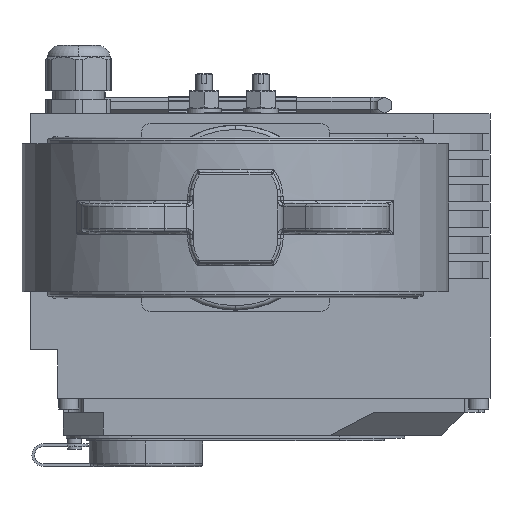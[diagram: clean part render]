
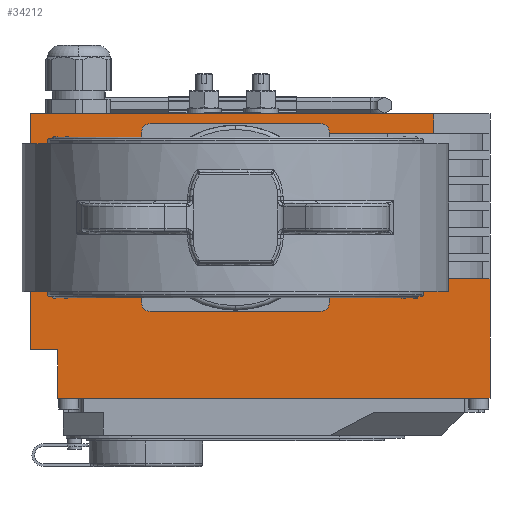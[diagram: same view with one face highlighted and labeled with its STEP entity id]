
A CAD part, front view. The second image highlights one B-rep face of the part: STEP entity #34212.
In plain terms, the highlighted planar face has unit normal (0, -1, 0).
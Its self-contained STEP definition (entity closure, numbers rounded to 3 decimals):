
#135 = ORIENTED_EDGE ( 'NONE', *, *, #11289, .F. ) ;
#484 = EDGE_CURVE ( 'NONE', #27582, #14843, #809, .T. ) ;
#734 = CARTESIAN_POINT ( 'NONE',  ( 28.92, 137.121, 34.194 ) ) ;
#809 = LINE ( 'NONE', #11195, #14360 ) ;
#893 = ORIENTED_EDGE ( 'NONE', *, *, #22585, .T. ) ;
#1687 = VECTOR ( 'NONE', #21924, 1000. ) ;
#1757 = EDGE_CURVE ( 'NONE', #34420, #29494, #23998, .T. ) ;
#2021 = CARTESIAN_POINT ( 'NONE',  ( 65.72, 137.121, 33.694 ) ) ;
#2166 = CARTESIAN_POINT ( 'NONE',  ( 28.92, 137.121, -17.306 ) ) ;
#2274 = DIRECTION ( 'NONE',  ( 0., 0., -1. ) ) ;
#2324 = ORIENTED_EDGE ( 'NONE', *, *, #1757, .F. ) ;
#2726 = DIRECTION ( 'NONE',  ( 0., 0., 1. ) ) ;
#3006 = DIRECTION ( 'NONE',  ( 1., 0., 0. ) ) ;
#3068 = DIRECTION ( 'NONE',  ( 0., -1., 0. ) ) ;
#3077 = ORIENTED_EDGE ( 'NONE', *, *, #3717, .F. ) ;
#3122 = CARTESIAN_POINT ( 'NONE',  ( 65.72, 137.121, 40.694 ) ) ;
#3414 = ORIENTED_EDGE ( 'NONE', *, *, #29561, .T. ) ;
#3717 = EDGE_CURVE ( 'NONE', #12945, #12959, #26014, .T. ) ;
#3806 = AXIS2_PLACEMENT_3D ( 'NONE', #6356, #22098, #19733 ) ;
#3831 = EDGE_CURVE ( 'NONE', #27603, #6547, #29370, .T. ) ;
#3939 = VERTEX_POINT ( 'NONE', #9675 ) ;
#4093 = ORIENTED_EDGE ( 'NONE', *, *, #35135, .F. ) ;
#4501 = VECTOR ( 'NONE', #14319, 1000. ) ;
#4647 = CARTESIAN_POINT ( 'NONE',  ( -76.08, 137.121, 40.694 ) ) ;
#4750 = VECTOR ( 'NONE', #23522, 1000. ) ;
#4863 = EDGE_CURVE ( 'NONE', #6443, #19504, #23410, .T. ) ;
#5032 = LINE ( 'NONE', #734, #13525 ) ;
#5532 = EDGE_CURVE ( 'NONE', #20356, #34420, #30127, .T. ) ;
#5578 = ORIENTED_EDGE ( 'NONE', *, *, #11383, .F. ) ;
#5858 = EDGE_CURVE ( 'NONE', #26891, #20356, #24651, .T. ) ;
#6261 = CARTESIAN_POINT ( 'NONE',  ( 28.92, 137.121, 34.194 ) ) ;
#6356 = CARTESIAN_POINT ( 'NONE',  ( -34.08, 137.121, 34.194 ) ) ;
#6443 = VERTEX_POINT ( 'NONE', #2166 ) ;
#6547 = VERTEX_POINT ( 'NONE', #3122 ) ;
#6610 = DIRECTION ( 'NONE',  ( 0., -1., 0. ) ) ;
#6859 = CARTESIAN_POINT ( 'NONE',  ( 25.92, 137.121, -28.806 ) ) ;
#7252 = CARTESIAN_POINT ( 'NONE',  ( -76.08, 137.121, 40.694 ) ) ;
#7435 = CARTESIAN_POINT ( 'NONE',  ( -34.08, 137.121, 37.194 ) ) ;
#7516 = AXIS2_PLACEMENT_3D ( 'NONE', #11939, #6610, #11826 ) ;
#7572 = ORIENTED_EDGE ( 'NONE', *, *, #27507, .F. ) ;
#7715 = PLANE ( 'NONE',  #17475 ) ;
#8274 = DIRECTION ( 'NONE',  ( 1., 0., 0. ) ) ;
#8559 = EDGE_CURVE ( 'NONE', #8582, #6443, #5032, .T. ) ;
#8582 = VERTEX_POINT ( 'NONE', #11522 ) ;
#9675 = CARTESIAN_POINT ( 'NONE',  ( -66.58, 137.121, -42.306 ) ) ;
#10045 = VECTOR ( 'NONE', #12839, 1000. ) ;
#10104 = VECTOR ( 'NONE', #13027, 1000. ) ;
#10255 = CARTESIAN_POINT ( 'NONE',  ( -76.08, 137.121, -42.306 ) ) ;
#10389 = EDGE_CURVE ( 'NONE', #12644, #3939, #26092, .T. ) ;
#10426 = CIRCLE ( 'NONE', #18439, 3. ) ;
#10559 = CARTESIAN_POINT ( 'NONE',  ( 65.72, 137.121, -45.166 ) ) ;
#11195 = CARTESIAN_POINT ( 'NONE',  ( -76.08, 137.121, 33.694 ) ) ;
#11289 = EDGE_CURVE ( 'NONE', #12959, #26891, #29833, .T. ) ;
#11366 = VECTOR ( 'NONE', #31414, 1000. ) ;
#11383 = EDGE_CURVE ( 'NONE', #34692, #8582, #10426, .T. ) ;
#11522 = CARTESIAN_POINT ( 'NONE',  ( 28.92, 137.121, -25.806 ) ) ;
#11634 = DIRECTION ( 'NONE',  ( 0., 0., 1. ) ) ;
#11826 = DIRECTION ( 'NONE',  ( -1., 0., 0. ) ) ;
#11939 = CARTESIAN_POINT ( 'NONE',  ( -34.08, 137.121, -25.806 ) ) ;
#11991 = ORIENTED_EDGE ( 'NONE', *, *, #484, .T. ) ;
#12063 = VECTOR ( 'NONE', #2726, 1000. ) ;
#12135 = VERTEX_POINT ( 'NONE', #14657 ) ;
#12644 = VERTEX_POINT ( 'NONE', #14963 ) ;
#12814 = DIRECTION ( 'NONE',  ( 0., 0., -1. ) ) ;
#12839 = DIRECTION ( 'NONE',  ( 1., 0., 0. ) ) ;
#12945 = VERTEX_POINT ( 'NONE', #21547 ) ;
#12959 = VERTEX_POINT ( 'NONE', #16833 ) ;
#13027 = DIRECTION ( 'NONE',  ( 0., 0., -1. ) ) ;
#13275 = VECTOR ( 'NONE', #31258, 1000. ) ;
#13494 = CARTESIAN_POINT ( 'NONE',  ( 28.92, 137.121, 33.694 ) ) ;
#13512 = FACE_OUTER_BOUND ( 'NONE', #32081, .T. ) ;
#13525 = VECTOR ( 'NONE', #11634, 1000. ) ;
#14319 = DIRECTION ( 'NONE',  ( 0., 0., 1. ) ) ;
#14360 = VECTOR ( 'NONE', #3006, 1000. ) ;
#14657 = CARTESIAN_POINT ( 'NONE',  ( -66.58, 137.121, -59.306 ) ) ;
#14669 = ORIENTED_EDGE ( 'NONE', *, *, #10389, .T. ) ;
#14843 = VERTEX_POINT ( 'NONE', #2021 ) ;
#14963 = CARTESIAN_POINT ( 'NONE',  ( -76.08, 137.121, -42.306 ) ) ;
#14985 = CARTESIAN_POINT ( 'NONE',  ( 85.42, 137.121, -59.306 ) ) ;
#15172 = EDGE_CURVE ( 'NONE', #27582, #12945, #21408, .T. ) ;
#15640 = DIRECTION ( 'NONE',  ( -1., 0., 0. ) ) ;
#16833 = CARTESIAN_POINT ( 'NONE',  ( 25.92, 137.121, 37.194 ) ) ;
#17299 = ORIENTED_EDGE ( 'NONE', *, *, #5858, .F. ) ;
#17462 = DIRECTION ( 'NONE',  ( 1., 0., 0. ) ) ;
#17475 = AXIS2_PLACEMENT_3D ( 'NONE', #4647, #34679, #15640 ) ;
#17596 = ORIENTED_EDGE ( 'NONE', *, *, #8559, .F. ) ;
#18161 = LINE ( 'NONE', #27370, #1687 ) ;
#18197 = CARTESIAN_POINT ( 'NONE',  ( 85.42, 137.121, 40.694 ) ) ;
#18439 = AXIS2_PLACEMENT_3D ( 'NONE', #24463, #3068, #8274 ) ;
#18500 = LINE ( 'NONE', #18197, #10104 ) ;
#19264 = LINE ( 'NONE', #31965, #24778 ) ;
#19504 = VERTEX_POINT ( 'NONE', #29592 ) ;
#19694 = VECTOR ( 'NONE', #12814, 1000. ) ;
#19704 = VECTOR ( 'NONE', #26349, 1000. ) ;
#19733 = DIRECTION ( 'NONE',  ( -1., 0., 0. ) ) ;
#20356 = VERTEX_POINT ( 'NONE', #20872 ) ;
#20872 = CARTESIAN_POINT ( 'NONE',  ( -37.08, 137.121, 34.194 ) ) ;
#21408 = LINE ( 'NONE', #6261, #4501 ) ;
#21547 = CARTESIAN_POINT ( 'NONE',  ( 28.92, 137.121, 34.194 ) ) ;
#21924 = DIRECTION ( 'NONE',  ( 1., 0., 0. ) ) ;
#22098 = DIRECTION ( 'NONE',  ( 0., -1., 0. ) ) ;
#22389 = ORIENTED_EDGE ( 'NONE', *, *, #4863, .F. ) ;
#22585 = EDGE_CURVE ( 'NONE', #27603, #12644, #26876, .T. ) ;
#23098 = CARTESIAN_POINT ( 'NONE',  ( -76.08, 137.121, -17.306 ) ) ;
#23139 = EDGE_CURVE ( 'NONE', #14843, #6547, #25584, .T. ) ;
#23410 = LINE ( 'NONE', #23098, #13275 ) ;
#23424 = ORIENTED_EDGE ( 'NONE', *, *, #5532, .F. ) ;
#23522 = DIRECTION ( 'NONE',  ( 0., 0., -1. ) ) ;
#23536 = DIRECTION ( 'NONE',  ( 0., -1., 0. ) ) ;
#23928 = CARTESIAN_POINT ( 'NONE',  ( -34.08, 137.121, 37.194 ) ) ;
#23998 = CIRCLE ( 'NONE', #7516, 3. ) ;
#24162 = ORIENTED_EDGE ( 'NONE', *, *, #15172, .F. ) ;
#24463 = CARTESIAN_POINT ( 'NONE',  ( 25.92, 137.121, -25.806 ) ) ;
#24597 = AXIS2_PLACEMENT_3D ( 'NONE', #28860, #23536, #34429 ) ;
#24651 = CIRCLE ( 'NONE', #3806, 3. ) ;
#24664 = CARTESIAN_POINT ( 'NONE',  ( 85.42, 137.121, -59.306 ) ) ;
#24778 = VECTOR ( 'NONE', #2274, 1000. ) ;
#24860 = VERTEX_POINT ( 'NONE', #24664 ) ;
#25319 = LINE ( 'NONE', #14985, #11366 ) ;
#25371 = ORIENTED_EDGE ( 'NONE', *, *, #3831, .F. ) ;
#25584 = LINE ( 'NONE', #10559, #12063 ) ;
#26014 = CIRCLE ( 'NONE', #24597, 3. ) ;
#26092 = LINE ( 'NONE', #10255, #10045 ) ;
#26349 = DIRECTION ( 'NONE',  ( -1., 0., 0. ) ) ;
#26876 = LINE ( 'NONE', #7252, #19694 ) ;
#26891 = VERTEX_POINT ( 'NONE', #23928 ) ;
#27273 = ORIENTED_EDGE ( 'NONE', *, *, #23139, .T. ) ;
#27370 = CARTESIAN_POINT ( 'NONE',  ( -34.08, 137.121, -28.806 ) ) ;
#27507 = EDGE_CURVE ( 'NONE', #19504, #24860, #18500, .T. ) ;
#27582 = VERTEX_POINT ( 'NONE', #13494 ) ;
#27603 = VERTEX_POINT ( 'NONE', #32536 ) ;
#28411 = CARTESIAN_POINT ( 'NONE',  ( -34.08, 137.121, -28.806 ) ) ;
#28491 = CARTESIAN_POINT ( 'NONE',  ( -37.08, 137.121, 34.194 ) ) ;
#28860 = CARTESIAN_POINT ( 'NONE',  ( 25.92, 137.121, 34.194 ) ) ;
#29370 = LINE ( 'NONE', #30720, #31485 ) ;
#29494 = VERTEX_POINT ( 'NONE', #28411 ) ;
#29561 = EDGE_CURVE ( 'NONE', #3939, #12135, #19264, .T. ) ;
#29592 = CARTESIAN_POINT ( 'NONE',  ( 85.42, 137.121, -17.306 ) ) ;
#29833 = LINE ( 'NONE', #7435, #19704 ) ;
#30048 = CARTESIAN_POINT ( 'NONE',  ( -37.08, 137.121, -25.806 ) ) ;
#30127 = LINE ( 'NONE', #28491, #4750 ) ;
#30720 = CARTESIAN_POINT ( 'NONE',  ( -76.08, 137.121, 40.694 ) ) ;
#31258 = DIRECTION ( 'NONE',  ( 1., 0., 0. ) ) ;
#31414 = DIRECTION ( 'NONE',  ( -1., 0., 0. ) ) ;
#31485 = VECTOR ( 'NONE', #17462, 1000. ) ;
#31965 = CARTESIAN_POINT ( 'NONE',  ( -66.58, 137.121, -23.306 ) ) ;
#32081 = EDGE_LOOP ( 'NONE', ( #4093, #7572, #22389, #17596, #5578, #33645, #2324, #23424, #17299, #135, #3077, #24162, #11991, #27273, #25371, #893, #14669, #3414 ) ) ;
#32536 = CARTESIAN_POINT ( 'NONE',  ( -76.08, 137.121, 40.694 ) ) ;
#33645 = ORIENTED_EDGE ( 'NONE', *, *, #33754, .F. ) ;
#33754 = EDGE_CURVE ( 'NONE', #29494, #34692, #18161, .T. ) ;
#34212 = ADVANCED_FACE ( 'NONE', ( #13512 ), #7715, .F. ) ;
#34420 = VERTEX_POINT ( 'NONE', #30048 ) ;
#34429 = DIRECTION ( 'NONE',  ( 1., 0., 0. ) ) ;
#34679 = DIRECTION ( 'NONE',  ( 0., 1., 0. ) ) ;
#34692 = VERTEX_POINT ( 'NONE', #6859 ) ;
#35135 = EDGE_CURVE ( 'NONE', #24860, #12135, #25319, .T. ) ;
